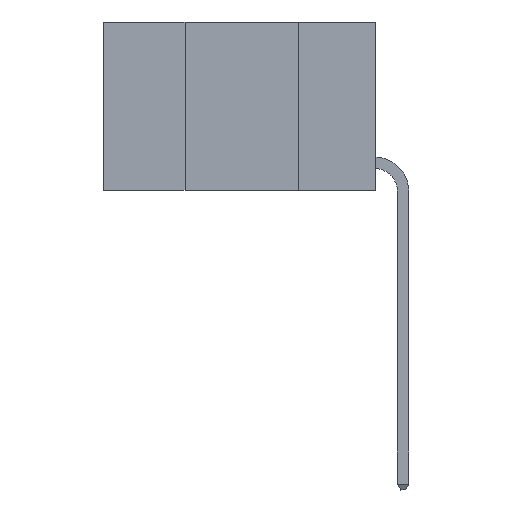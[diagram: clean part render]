
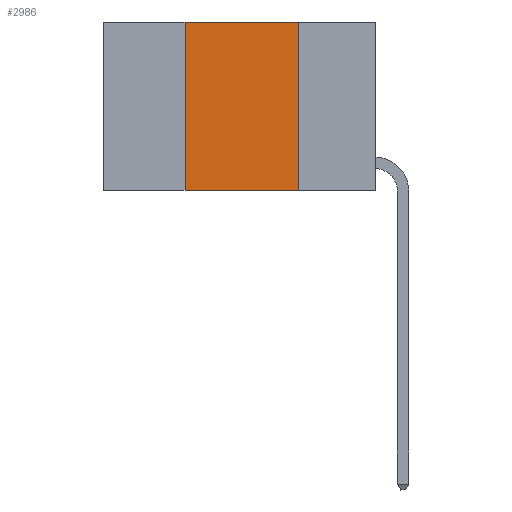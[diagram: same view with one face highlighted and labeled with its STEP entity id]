
A CAD part, left-side view. The second image highlights one B-rep face of the part: STEP entity #2986.
In plain terms, the highlighted planar face has unit normal (-1, 0, 0).
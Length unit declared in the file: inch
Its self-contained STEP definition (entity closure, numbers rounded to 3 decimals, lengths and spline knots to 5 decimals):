
#208 = LINE ( 'NONE', #5147, #5328 ) ;
#238 = EDGE_CURVE ( 'NONE', #13063, #11209, #12358, .T. ) ;
#500 = EDGE_CURVE ( 'NONE', #13063, #14711, #208, .T. ) ;
#728 = CARTESIAN_POINT ( 'NONE',  ( 0., 0.6, 0. ) ) ;
#1117 = PLANE ( 'NONE',  #8690 ) ;
#1547 = ORIENTED_EDGE ( 'NONE', *, *, #7090, .F. ) ;
#1738 = CARTESIAN_POINT ( 'NONE',  ( 0., 0.17, 0. ) ) ;
#1873 = LINE ( 'NONE', #728, #5322 ) ;
#2430 = LINE ( 'NONE', #2677, #8577 ) ;
#2586 = DIRECTION ( 'NONE',  ( 0., -1., 0. ) ) ;
#2677 = CARTESIAN_POINT ( 'NONE',  ( 0., 0.17, 0. ) ) ;
#2776 = ORIENTED_EDGE ( 'NONE', *, *, #238, .T. ) ;
#2986 = ADVANCED_FACE ( 'NONE', ( #11040 ), #1117, .F. ) ;
#5147 = CARTESIAN_POINT ( 'NONE',  ( 0., 0.42, 0. ) ) ;
#5322 = VECTOR ( 'NONE', #5654, 39.37008 ) ;
#5328 = VECTOR ( 'NONE', #10051, 39.37008 ) ;
#5654 = DIRECTION ( 'NONE',  ( 0., -1., 0. ) ) ;
#5942 = ORIENTED_EDGE ( 'NONE', *, *, #12118, .F. ) ;
#7090 = EDGE_CURVE ( 'NONE', #10321, #11209, #2430, .T. ) ;
#7455 = DIRECTION ( 'NONE',  ( 0., 0., -1. ) ) ;
#8577 = VECTOR ( 'NONE', #7455, 39.37008 ) ;
#8690 = AXIS2_PLACEMENT_3D ( 'NONE', #14556, #11288, #15948 ) ;
#10051 = DIRECTION ( 'NONE',  ( 0., 0., 1. ) ) ;
#10321 = VERTEX_POINT ( 'NONE', #1738 ) ;
#10956 = CARTESIAN_POINT ( 'NONE',  ( 0., 0.6, -0.37 ) ) ;
#11040 = FACE_OUTER_BOUND ( 'NONE', #15798, .T. ) ;
#11209 = VERTEX_POINT ( 'NONE', #15725 ) ;
#11288 = DIRECTION ( 'NONE',  ( 1., 0., 0. ) ) ;
#11394 = CARTESIAN_POINT ( 'NONE',  ( 0., 0.42, 0. ) ) ;
#11563 = CARTESIAN_POINT ( 'NONE',  ( 0., 0.42, -0.37 ) ) ;
#12118 = EDGE_CURVE ( 'NONE', #14711, #10321, #1873, .T. ) ;
#12358 = LINE ( 'NONE', #10956, #15909 ) ;
#13049 = ORIENTED_EDGE ( 'NONE', *, *, #500, .F. ) ;
#13063 = VERTEX_POINT ( 'NONE', #11563 ) ;
#14556 = CARTESIAN_POINT ( 'NONE',  ( 0., 0.6, 0. ) ) ;
#14711 = VERTEX_POINT ( 'NONE', #11394 ) ;
#15725 = CARTESIAN_POINT ( 'NONE',  ( 0., 0.17, -0.37 ) ) ;
#15798 = EDGE_LOOP ( 'NONE', ( #1547, #5942, #13049, #2776 ) ) ;
#15909 = VECTOR ( 'NONE', #2586, 39.37008 ) ;
#15948 = DIRECTION ( 'NONE',  ( 0., 0., -1. ) ) ;
